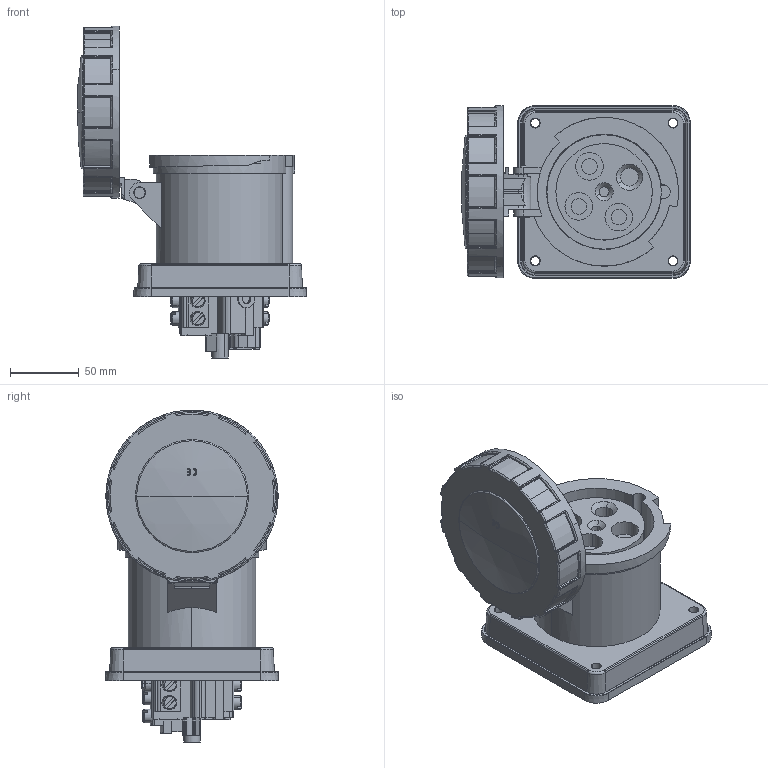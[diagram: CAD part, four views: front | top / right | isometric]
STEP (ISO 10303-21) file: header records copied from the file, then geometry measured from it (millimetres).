
FILE_DESCRIPTION (( 'STEP AP203' ), '1' );
FILE_NAME ('BRY4100R5W.step', '2022-08-17T19:27:41', ( '' ), ( '' ), 'SwSTEP 2.0', 'SolidWorks 2021', '' );
FILE_SCHEMA (( 'CONFIG_CONTROL_DESIGN' ));
Length unit declared in the file: millimetre
Products named in the file (1): BRY4100R5W
Bounding box: 166.33 x 125.5 x 241 mm (x, y, z)
Volume: 1112778.4 mm3; surface area: 180651.6 mm2
Topology: 2 solids, 2 shells, 974 faces, 2612 edges, 1669 vertices
Faces by surface type: plane 448, cylinder 361, cone 74, torus 57, sphere 34
Entity records: 31839 total; most frequent: CARTESIAN_POINT 7450, ORIENTED_EDGE 5152, DIRECTION 5132, EDGE_CURVE 2576, AXIS2_PLACEMENT_3D 1850, VERTEX_POINT 1651, LINE 1432, VECTOR 1432
